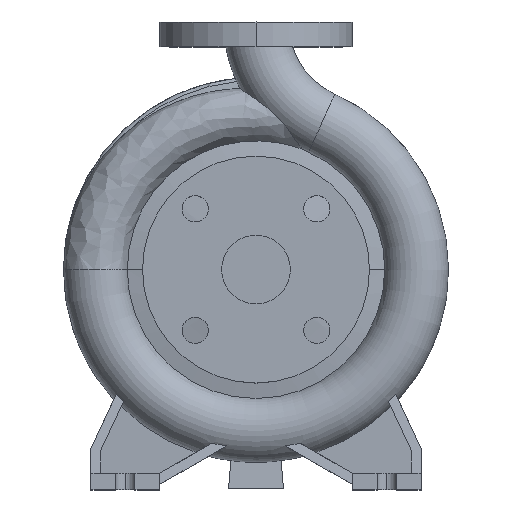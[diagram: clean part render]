
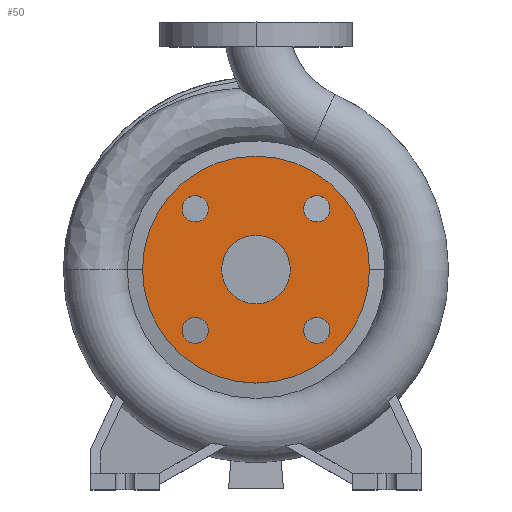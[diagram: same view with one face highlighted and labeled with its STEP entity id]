
A CAD part, top view. The second image highlights one B-rep face of the part: STEP entity #50.
In plain terms, the highlighted planar face has unit normal (0, 0, 1).
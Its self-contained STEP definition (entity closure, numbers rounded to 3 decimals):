
#19 = FACE_BOUND ( 'NONE', #11945, .T. ) ;
#50 = ADVANCED_FACE ( 'NONE', ( #19, #11572, #8812, #10671, #136, #9776 ), #9652, .F. ) ;
#69 = CARTESIAN_POINT ( 'NONE',  ( -25., 0., 80. ) ) ;
#136 = FACE_OUTER_BOUND ( 'NONE', #7371, .T. ) ;
#226 = DIRECTION ( 'NONE',  ( 1., 0., 0. ) ) ;
#232 = CARTESIAN_POINT ( 'NONE',  ( -44.194, -44.194, 80. ) ) ;
#383 = ORIENTED_EDGE ( 'NONE', *, *, #7780, .F. ) ;
#667 = CARTESIAN_POINT ( 'NONE',  ( -34.694, -44.194, 80. ) ) ;
#674 = VERTEX_POINT ( 'NONE', #3426 ) ;
#708 = DIRECTION ( 'NONE',  ( 1., 0., 0. ) ) ;
#804 = DIRECTION ( 'NONE',  ( 0., 0., 1. ) ) ;
#933 = VERTEX_POINT ( 'NONE', #6073 ) ;
#939 = ORIENTED_EDGE ( 'NONE', *, *, #3376, .F. ) ;
#1293 = DIRECTION ( 'NONE',  ( 0., 0., 1. ) ) ;
#1543 = DIRECTION ( 'NONE',  ( 0., 0., 1. ) ) ;
#1606 = EDGE_CURVE ( 'NONE', #6083, #7093, #10706, .T. ) ;
#1647 = CIRCLE ( 'NONE', #6334, 9.5 ) ;
#1712 = CARTESIAN_POINT ( 'NONE',  ( 44.194, -44.194, 80. ) ) ;
#1780 = CARTESIAN_POINT ( 'NONE',  ( 44.194, 44.194, 80. ) ) ;
#1867 = CARTESIAN_POINT ( 'NONE',  ( 44.194, 44.194, 80. ) ) ;
#2022 = DIRECTION ( 'NONE',  ( 1., 0., 0. ) ) ;
#2039 = CIRCLE ( 'NONE', #9208, 82.5 ) ;
#2180 = CARTESIAN_POINT ( 'NONE',  ( -82.5, 0., 80. ) ) ;
#2234 = DIRECTION ( 'NONE',  ( 0., 0., 1. ) ) ;
#2244 = AXIS2_PLACEMENT_3D ( 'NONE', #1712, #8962, #226 ) ;
#2272 = CARTESIAN_POINT ( 'NONE',  ( 82.5, 0., 80. ) ) ;
#2315 = VERTEX_POINT ( 'NONE', #667 ) ;
#2532 = CARTESIAN_POINT ( 'NONE',  ( 53.694, 44.194, 80. ) ) ;
#2558 = CARTESIAN_POINT ( 'NONE',  ( -44.194, -44.194, 80. ) ) ;
#2889 = CARTESIAN_POINT ( 'NONE',  ( 0., 82.5, 80. ) ) ;
#2992 = AXIS2_PLACEMENT_3D ( 'NONE', #232, #8007, #5965 ) ;
#3086 = EDGE_LOOP ( 'NONE', ( #383, #9972 ) ) ;
#3376 = EDGE_CURVE ( 'NONE', #674, #2315, #3609, .T. ) ;
#3426 = CARTESIAN_POINT ( 'NONE',  ( -53.694, -44.194, 80. ) ) ;
#3575 = VERTEX_POINT ( 'NONE', #4624 ) ;
#3582 = DIRECTION ( 'NONE',  ( 0., 0., 1. ) ) ;
#3609 = CIRCLE ( 'NONE', #2992, 9.5 ) ;
#3641 = VERTEX_POINT ( 'NONE', #9610 ) ;
#3716 = CARTESIAN_POINT ( 'NONE',  ( 34.694, -44.194, 80. ) ) ;
#3765 = EDGE_LOOP ( 'NONE', ( #11371, #10127 ) ) ;
#4011 = CARTESIAN_POINT ( 'NONE',  ( 0., 0., 80. ) ) ;
#4025 = DIRECTION ( 'NONE',  ( 1., 0., 0. ) ) ;
#4303 = AXIS2_PLACEMENT_3D ( 'NONE', #10982, #2234, #6125 ) ;
#4624 = CARTESIAN_POINT ( 'NONE',  ( -34.694, 44.194, 80. ) ) ;
#4721 = DIRECTION ( 'NONE',  ( 0., 0., 1. ) ) ;
#4848 = CIRCLE ( 'NONE', #8932, 25. ) ;
#4923 = ORIENTED_EDGE ( 'NONE', *, *, #5959, .F. ) ;
#5253 = ORIENTED_EDGE ( 'NONE', *, *, #8788, .F. ) ;
#5280 = DIRECTION ( 'NONE',  ( 1., 0., 0. ) ) ;
#5315 = ORIENTED_EDGE ( 'NONE', *, *, #1606, .F. ) ;
#5343 = VERTEX_POINT ( 'NONE', #3716 ) ;
#5385 = EDGE_CURVE ( 'NONE', #933, #9969, #7478, .T. ) ;
#5665 = DIRECTION ( 'NONE',  ( 0., 0., 1. ) ) ;
#5709 = DIRECTION ( 'NONE',  ( 1., 0., 0. ) ) ;
#5811 = DIRECTION ( 'NONE',  ( 0., 0., -1. ) ) ;
#5910 = CIRCLE ( 'NONE', #7142, 9.5 ) ;
#5959 = EDGE_CURVE ( 'NONE', #5343, #3641, #9949, .T. ) ;
#5965 = DIRECTION ( 'NONE',  ( 1., 0., 0. ) ) ;
#6004 = DIRECTION ( 'NONE',  ( 1., 0., 0. ) ) ;
#6073 = CARTESIAN_POINT ( 'NONE',  ( 25., 0., 80. ) ) ;
#6083 = VERTEX_POINT ( 'NONE', #8655 ) ;
#6125 = DIRECTION ( 'NONE',  ( 1., 0., 0. ) ) ;
#6147 = EDGE_LOOP ( 'NONE', ( #5253, #5315 ) ) ;
#6243 = VERTEX_POINT ( 'NONE', #2272 ) ;
#6334 = AXIS2_PLACEMENT_3D ( 'NONE', #2558, #3582, #708 ) ;
#6472 = EDGE_CURVE ( 'NONE', #9969, #933, #4848, .T. ) ;
#7093 = VERTEX_POINT ( 'NONE', #2532 ) ;
#7124 = AXIS2_PLACEMENT_3D ( 'NONE', #9142, #1293, #6004 ) ;
#7142 = AXIS2_PLACEMENT_3D ( 'NONE', #1867, #12597, #4025 ) ;
#7146 = DIRECTION ( 'NONE',  ( 1., 0., 0. ) ) ;
#7202 = CARTESIAN_POINT ( 'NONE',  ( 0., 0., 80. ) ) ;
#7371 = EDGE_LOOP ( 'NONE', ( #11067, #7588 ) ) ;
#7478 = CIRCLE ( 'NONE', #11157, 25. ) ;
#7554 = AXIS2_PLACEMENT_3D ( 'NONE', #10288, #1543, #9329 ) ;
#7588 = ORIENTED_EDGE ( 'NONE', *, *, #10384, .T. ) ;
#7604 = VERTEX_POINT ( 'NONE', #9468 ) ;
#7617 = AXIS2_PLACEMENT_3D ( 'NONE', #2889, #5811, #8689 ) ;
#7778 = VERTEX_POINT ( 'NONE', #2180 ) ;
#7780 = EDGE_CURVE ( 'NONE', #3575, #7604, #10186, .T. ) ;
#7850 = AXIS2_PLACEMENT_3D ( 'NONE', #1780, #5665, #2022 ) ;
#8007 = DIRECTION ( 'NONE',  ( 0., 0., 1. ) ) ;
#8171 = DIRECTION ( 'NONE',  ( 0., 0., 1. ) ) ;
#8260 = ORIENTED_EDGE ( 'NONE', *, *, #10928, .F. ) ;
#8419 = ORIENTED_EDGE ( 'NONE', *, *, #8485, .F. ) ;
#8485 = EDGE_CURVE ( 'NONE', #3641, #5343, #9171, .T. ) ;
#8655 = CARTESIAN_POINT ( 'NONE',  ( 34.694, 44.194, 80. ) ) ;
#8689 = DIRECTION ( 'NONE',  ( -1., 0., 0. ) ) ;
#8788 = EDGE_CURVE ( 'NONE', #7093, #6083, #5910, .T. ) ;
#8812 = FACE_BOUND ( 'NONE', #6147, .T. ) ;
#8932 = AXIS2_PLACEMENT_3D ( 'NONE', #11398, #804, #5709 ) ;
#8952 = EDGE_CURVE ( 'NONE', #6243, #7778, #12054, .T. ) ;
#8962 = DIRECTION ( 'NONE',  ( 0., 0., 1. ) ) ;
#9142 = CARTESIAN_POINT ( 'NONE',  ( -44.194, 44.194, 80. ) ) ;
#9171 = CIRCLE ( 'NONE', #2244, 9.5 ) ;
#9208 = AXIS2_PLACEMENT_3D ( 'NONE', #4011, #4721, #9824 ) ;
#9329 = DIRECTION ( 'NONE',  ( 1., 0., 0. ) ) ;
#9364 = DIRECTION ( 'NONE',  ( 0., 0., 1. ) ) ;
#9468 = CARTESIAN_POINT ( 'NONE',  ( -53.694, 44.194, 80. ) ) ;
#9610 = CARTESIAN_POINT ( 'NONE',  ( 53.694, -44.194, 80. ) ) ;
#9652 = PLANE ( 'NONE',  #7617 ) ;
#9776 = FACE_BOUND ( 'NONE', #11082, .T. ) ;
#9824 = DIRECTION ( 'NONE',  ( 1., 0., 0. ) ) ;
#9949 = CIRCLE ( 'NONE', #10754, 9.5 ) ;
#9969 = VERTEX_POINT ( 'NONE', #69 ) ;
#9972 = ORIENTED_EDGE ( 'NONE', *, *, #10830, .F. ) ;
#10127 = ORIENTED_EDGE ( 'NONE', *, *, #6472, .F. ) ;
#10186 = CIRCLE ( 'NONE', #7124, 9.5 ) ;
#10261 = CARTESIAN_POINT ( 'NONE',  ( 44.194, -44.194, 80. ) ) ;
#10288 = CARTESIAN_POINT ( 'NONE',  ( -44.194, 44.194, 80. ) ) ;
#10384 = EDGE_CURVE ( 'NONE', #7778, #6243, #2039, .T. ) ;
#10671 = FACE_BOUND ( 'NONE', #3765, .T. ) ;
#10706 = CIRCLE ( 'NONE', #7850, 9.5 ) ;
#10754 = AXIS2_PLACEMENT_3D ( 'NONE', #10261, #9364, #5280 ) ;
#10817 = CIRCLE ( 'NONE', #7554, 9.5 ) ;
#10830 = EDGE_CURVE ( 'NONE', #7604, #3575, #10817, .T. ) ;
#10928 = EDGE_CURVE ( 'NONE', #2315, #674, #1647, .T. ) ;
#10982 = CARTESIAN_POINT ( 'NONE',  ( 0., 0., 80. ) ) ;
#11067 = ORIENTED_EDGE ( 'NONE', *, *, #8952, .T. ) ;
#11082 = EDGE_LOOP ( 'NONE', ( #8260, #939 ) ) ;
#11157 = AXIS2_PLACEMENT_3D ( 'NONE', #7202, #8171, #7146 ) ;
#11371 = ORIENTED_EDGE ( 'NONE', *, *, #5385, .F. ) ;
#11398 = CARTESIAN_POINT ( 'NONE',  ( 0., 0., 80. ) ) ;
#11572 = FACE_BOUND ( 'NONE', #3086, .T. ) ;
#11945 = EDGE_LOOP ( 'NONE', ( #8419, #4923 ) ) ;
#12054 = CIRCLE ( 'NONE', #4303, 82.5 ) ;
#12597 = DIRECTION ( 'NONE',  ( 0., 0., 1. ) ) ;
